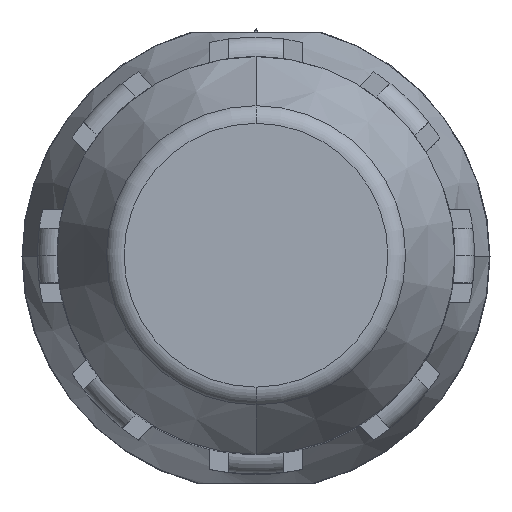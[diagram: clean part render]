
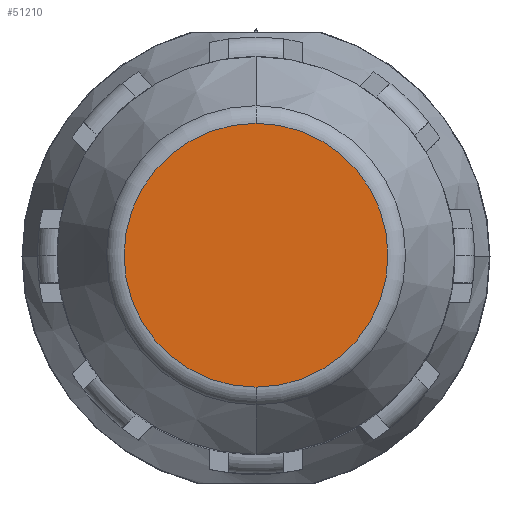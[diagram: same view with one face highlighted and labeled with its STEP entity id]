
A CAD part, top view. The second image highlights one B-rep face of the part: STEP entity #51210.
In plain terms, the highlighted planar face has unit normal (0, 0, 1).
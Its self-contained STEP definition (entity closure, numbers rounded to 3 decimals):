
#50870=CARTESIAN_POINT('',(-0.375,-3.279,25.3));
#50880=VERTEX_POINT('',#50870);
#50910=CARTESIAN_POINT('',(-0.375,0.103,25.3));
#50920=DIRECTION('',(0.,0.,1.));
#50930=DIRECTION('',(0.,1.,0.));
#50940=AXIS2_PLACEMENT_3D('',#50910,#50920,#50930);
#50950=CIRCLE('',#50940,3.383);
#50960=CARTESIAN_POINT('',(-0.375,3.486,25.3));
#50970=VERTEX_POINT('',#50960);
#50980=EDGE_CURVE('',#50880,#50970,#50950,.T.);
#51110=CARTESIAN_POINT('',(-0.375,1.795,25.3));
#51120=DIRECTION('',(0.,0.,-1.));
#51130=DIRECTION('',(0.,1.,0.));
#51140=AXIS2_PLACEMENT_3D('',#51110,#51120,#51130);
#51150=PLANE('',#51140);
#51160=EDGE_CURVE('',#50970,#50880,#50950,.T.);
#51170=ORIENTED_EDGE('',*,*,#51160,.T.);
#51180=ORIENTED_EDGE('',*,*,#50980,.T.);
#51190=EDGE_LOOP('',(#51180,#51170));
#51200=FACE_OUTER_BOUND('',#51190,.T.);
#51210=ADVANCED_FACE('',(#51200),#51150,.F.);
